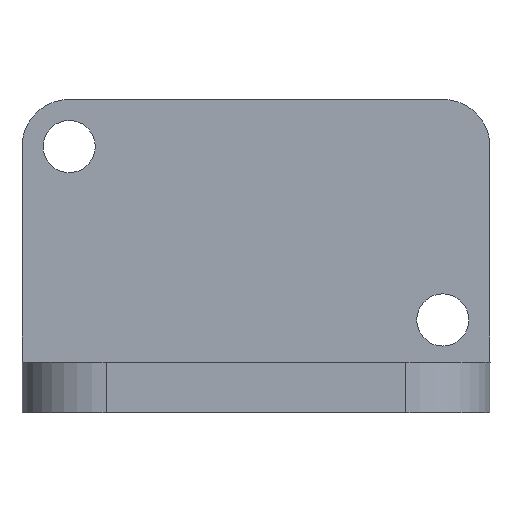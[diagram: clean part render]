
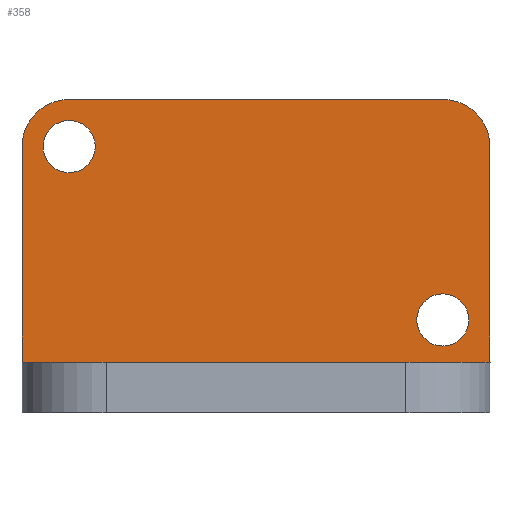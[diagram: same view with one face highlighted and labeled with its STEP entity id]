
A CAD part, left-side view. The second image highlights one B-rep face of the part: STEP entity #358.
In plain terms, the highlighted planar face has unit normal (-1, 0, 0).
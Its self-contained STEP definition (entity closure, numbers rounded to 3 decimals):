
#19=FACE_BOUND('',#71,.T.);
#20=FACE_BOUND('',#72,.T.);
#30=PLANE('',#404);
#46=FACE_OUTER_BOUND('',#70,.T.);
#70=EDGE_LOOP('',(#287,#288,#289,#290,#291,#292));
#71=EDGE_LOOP('',(#293));
#72=EDGE_LOOP('',(#294));
#93=LINE('',#563,#121);
#96=LINE('',#577,#124);
#102=LINE('',#595,#130);
#103=LINE('',#599,#131);
#121=VECTOR('',#453,10.);
#124=VECTOR('',#468,10.);
#130=VECTOR('',#488,10.);
#131=VECTOR('',#491,10.);
#153=CIRCLE('',#405,2.8);
#154=CIRCLE('',#406,2.8);
#155=CIRCLE('',#407,1.55);
#156=CIRCLE('',#408,1.55);
#171=VERTEX_POINT('',#560);
#172=VERTEX_POINT('',#562);
#177=VERTEX_POINT('',#576);
#182=VERTEX_POINT('',#594);
#183=VERTEX_POINT('',#596);
#184=VERTEX_POINT('',#598);
#185=VERTEX_POINT('',#601);
#186=VERTEX_POINT('',#603);
#207=EDGE_CURVE('',#172,#171,#93,.T.);
#214=EDGE_CURVE('',#177,#172,#96,.T.);
#222=EDGE_CURVE('',#171,#182,#102,.T.);
#223=EDGE_CURVE('',#182,#183,#153,.T.);
#224=EDGE_CURVE('',#183,#184,#103,.T.);
#225=EDGE_CURVE('',#184,#177,#154,.T.);
#226=EDGE_CURVE('',#185,#185,#155,.T.);
#227=EDGE_CURVE('',#186,#186,#156,.T.);
#287=ORIENTED_EDGE('',*,*,#207,.T.);
#288=ORIENTED_EDGE('',*,*,#222,.T.);
#289=ORIENTED_EDGE('',*,*,#223,.T.);
#290=ORIENTED_EDGE('',*,*,#224,.T.);
#291=ORIENTED_EDGE('',*,*,#225,.T.);
#292=ORIENTED_EDGE('',*,*,#214,.T.);
#293=ORIENTED_EDGE('',*,*,#226,.T.);
#294=ORIENTED_EDGE('',*,*,#227,.T.);
#358=ADVANCED_FACE('',(#46,#19,#20),#30,.T.);
#404=AXIS2_PLACEMENT_3D('',#593,#486,#487);
#405=AXIS2_PLACEMENT_3D('',#597,#489,#490);
#406=AXIS2_PLACEMENT_3D('',#600,#492,#493);
#407=AXIS2_PLACEMENT_3D('',#602,#494,#495);
#408=AXIS2_PLACEMENT_3D('',#604,#496,#497);
#453=DIRECTION('',(0.,-1.,0.));
#468=DIRECTION('',(0.,0.,-1.));
#486=DIRECTION('center_axis',(-1.,0.,0.));
#487=DIRECTION('ref_axis',(0.,-1.,0.));
#488=DIRECTION('',(0.,0.,1.));
#489=DIRECTION('center_axis',(-1.,0.,0.));
#490=DIRECTION('ref_axis',(0.,-1.,0.));
#491=DIRECTION('',(0.,1.,0.));
#492=DIRECTION('center_axis',(-1.,0.,0.));
#493=DIRECTION('ref_axis',(0.,0.,1.));
#494=DIRECTION('center_axis',(1.,0.,0.));
#495=DIRECTION('ref_axis',(0.,-1.,0.));
#496=DIRECTION('center_axis',(1.,0.,0.));
#497=DIRECTION('ref_axis',(0.,-1.,0.));
#560=CARTESIAN_POINT('',(-82.733,157.08,3.3));
#562=CARTESIAN_POINT('',(-82.733,184.88,3.3));
#563=CARTESIAN_POINT('',(-82.733,164.03,3.3));
#576=CARTESIAN_POINT('',(-82.733,184.88,16.1));
#577=CARTESIAN_POINT('',(-82.733,184.88,16.1));
#593=CARTESIAN_POINT('Origin',(-82.733,170.98,9.6));
#594=CARTESIAN_POINT('',(-82.733,157.08,16.1));
#595=CARTESIAN_POINT('',(-82.733,157.08,16.1));
#596=CARTESIAN_POINT('',(-82.733,159.88,18.9));
#597=CARTESIAN_POINT('Origin',(-82.733,159.88,16.1));
#598=CARTESIAN_POINT('',(-82.733,182.08,18.9));
#599=CARTESIAN_POINT('',(-82.733,159.88,18.9));
#600=CARTESIAN_POINT('Origin',(-82.733,182.08,16.1));
#601=CARTESIAN_POINT('',(-82.733,161.43,5.8));
#602=CARTESIAN_POINT('Origin',(-82.733,159.88,5.8));
#603=CARTESIAN_POINT('',(-82.733,183.63,16.1));
#604=CARTESIAN_POINT('Origin',(-82.733,182.08,16.1));
